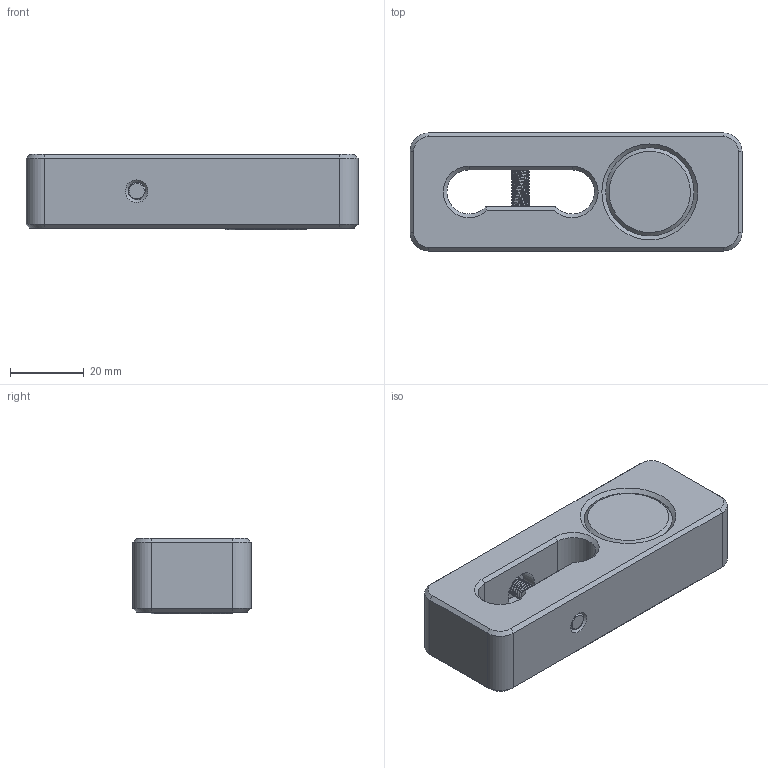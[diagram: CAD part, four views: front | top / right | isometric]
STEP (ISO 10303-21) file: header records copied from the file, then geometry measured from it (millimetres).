
FILE_DESCRIPTION(('STEP AP242'), '1');
FILE_NAME('栖闉罻4', '', ('UNSPECIFIED'), ('UNSPECIFIED'), 'C3D Converter', 'C3D Toolkit', '');
FILE_SCHEMA(('AP242_MANAGED_MODEL_BASED_3D_ENGINEERING_MIM_LF { 1 0 10303 442 1 1 4 }'));
Length unit declared in the file: millimetre
Assembly tree (3 placements, depth 2):
  (unnamed)
    (unnamed)
    (unnamed)
    (unnamed)
Bounding box: 90 x 32 x 20.41 mm (x, y, z)
Volume: 47999.9 mm3; surface area: 15251.8 mm2
Topology: 3 solids, 3 shells, 199 faces, 510 edges, 323 vertices
Faces by surface type: cylinder 107, plane 61, cone 27, bspline 2, torus 2
Full cylindrical faces by diameter (mm): 4.134 x1, 5 x1, 8.5 x1, 10 x1, 24 x2
Entity records: 23955 total; most frequent: CARTESIAN_POINT 19160, ORIENTED_EDGE 986, DIRECTION 879, EDGE_CURVE 493, AXIS2_PLACEMENT_3D 325, VERTEX_POINT 321, EDGE_LOOP 230, LINE 229
